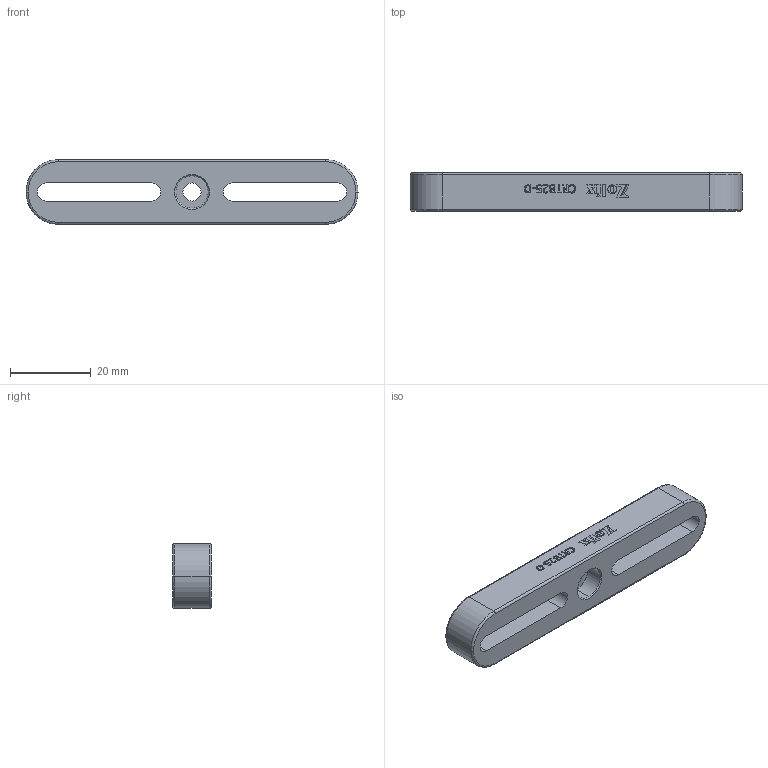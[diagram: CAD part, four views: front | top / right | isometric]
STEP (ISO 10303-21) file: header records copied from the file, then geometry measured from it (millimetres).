
FILE_DESCRIPTION (( 'STEP AP203' ), '1' );
FILE_NAME ('CRTB25-D.STEP', '2025-06-30T01:29:25', ( '' ), ( '' ), 'SwSTEP 2.0', 'SolidWorks 2020', '' );
FILE_SCHEMA (( 'CONFIG_CONTROL_DESIGN' ));
Length unit declared in the file: millimetre
Products named in the file (1): CRTB25-D
Bounding box: 82 x 9.5 x 16 mm (x, y, z)
Volume: 7926.3 mm3; surface area: 5117.8 mm2
Topology: 1 solids, 1 shells, 351 faces, 950 edges, 626 vertices
Faces by surface type: plane 243, bspline 74, cylinder 20, torus 8, cone 6
Entity records: 14303 total; most frequent: CARTESIAN_POINT 5834, ORIENTED_EDGE 1900, DIRECTION 1416, EDGE_CURVE 950, LINE 744, VECTOR 744, VERTEX_POINT 626, EDGE_LOOP 382
